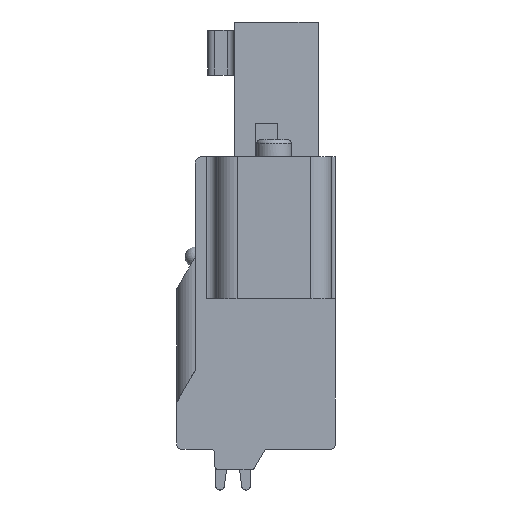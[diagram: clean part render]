
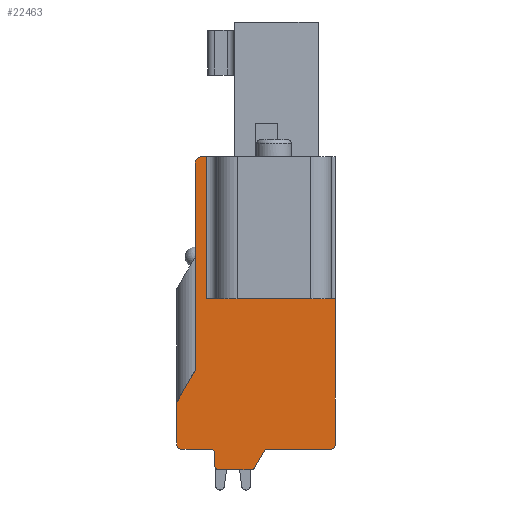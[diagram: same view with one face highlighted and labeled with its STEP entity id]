
A CAD part, front view. The second image highlights one B-rep face of the part: STEP entity #22463.
In plain terms, the highlighted planar face has unit normal (0, -1, 0).
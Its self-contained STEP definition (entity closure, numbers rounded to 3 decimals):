
#94=DIRECTION('',(-1.,0.,0.));
#95=VECTOR('',#94,0.25);
#96=CARTESIAN_POINT('',(-6.3,-11.43,0.));
#97=LINE('',#96,#95);
#2581=DIRECTION('',(0.,0.,-1.));
#2582=VECTOR('',#2581,10.141);
#2583=CARTESIAN_POINT('',(-6.85,-11.43,
-0.3));
#2584=LINE('',#2583,#2582);
#2848=DIRECTION('',(0.,0.,-1.));
#2849=VECTOR('',#2848,2.1);
#2850=CARTESIAN_POINT('',(-7.75,-11.43,-12.));
#2851=LINE('',#2850,#2849);
#2864=DIRECTION('',(1.,0.,0.));
#2865=VECTOR('',#2864,1.45);
#2866=CARTESIAN_POINT('',(-7.55,-11.43,-14.3));
#2867=LINE('',#2866,#2865);
#2872=DIRECTION('',(1.,0.,0.));
#2873=VECTOR('',#2872,3.107);
#2874=CARTESIAN_POINT('',(-3.307,-11.43,-14.3));
#2875=LINE('',#2874,#2873);
#3292=DIRECTION('',(0.,0.,1.));
#3293=VECTOR('',#3292,7.15);
#3294=CARTESIAN_POINT('',(0.,-11.43,-14.1));
#3295=LINE('',#3294,#3293);
#3770=DIRECTION('',(1.,0.,0.));
#3771=VECTOR('',#3770,6.3);
#3772=CARTESIAN_POINT('',(-6.3,-11.43,-6.95));
#3773=LINE('',#3772,#3771);
#3774=CARTESIAN_POINT('',(-0.2,-11.43,-14.1));
#3775=DIRECTION('',(0.,1.,0.));
#3776=DIRECTION('',(1.,0.,0.));
#3777=AXIS2_PLACEMENT_3D('',#3774,#3775,#3776);
#3779=CARTESIAN_POINT('',(-3.307,-11.43,-14.5));
#3780=DIRECTION('',(0.,-1.,0.));
#3781=DIRECTION('',(0.,0.,1.));
#3782=AXIS2_PLACEMENT_3D('',#3779,#3780,#3781);
#3784=DIRECTION('',(-0.5,0.,-0.866));
#3785=VECTOR('',#3784,0.924);
#3786=CARTESIAN_POINT('',(-3.48,-11.43,
-14.4));
#3787=LINE('',#3786,#3785);
#3788=CARTESIAN_POINT('',(-4.115,-11.43,-15.1));
#3789=DIRECTION('',(0.,1.,0.));
#3790=DIRECTION('',(0.866,0.,-0.5));
#3791=AXIS2_PLACEMENT_3D('',#3788,#3789,#3790);
#3793=CARTESIAN_POINT('',(-5.7,-11.43,-15.1));
#3794=DIRECTION('',(0.,1.,0.));
#3795=DIRECTION('',(0.,0.,-1.));
#3796=AXIS2_PLACEMENT_3D('',#3793,#3794,#3795);
#3798=CARTESIAN_POINT('',(-6.1,-11.43,-14.5));
#3799=DIRECTION('',(0.,-1.,0.));
#3800=DIRECTION('',(1.,0.,0.));
#3801=AXIS2_PLACEMENT_3D('',#3798,#3799,#3800);
#3803=CARTESIAN_POINT('',(-7.55,-11.43,-14.1));
#3804=DIRECTION('',(0.,1.,0.));
#3805=DIRECTION('',(0.,0.,-1.));
#3806=AXIS2_PLACEMENT_3D('',#3803,#3804,#3805);
#3808=DIRECTION('',(0.5,0.,0.866));
#3809=VECTOR('',#3808,1.8);
#3810=CARTESIAN_POINT('',(-7.75,-11.43,-12.));
#3811=LINE('',#3810,#3809);
#3812=CARTESIAN_POINT('',(-6.55,-11.43,-0.3));
#3813=DIRECTION('',(0.,1.,0.));
#3814=DIRECTION('',(-1.,0.,0.));
#3815=AXIS2_PLACEMENT_3D('',#3812,#3813,#3814);
#3821=DIRECTION('',(0.,0.,1.));
#3822=VECTOR('',#3821,6.95);
#3823=CARTESIAN_POINT('',(-6.3,-11.43,-6.95));
#3824=LINE('',#3823,#3822);
#4107=DIRECTION('',(0.,0.,-1.));
#4108=VECTOR('',#4107,0.6);
#4109=CARTESIAN_POINT('',(-5.9,-11.43,-14.5));
#4110=LINE('',#4109,#4108);
#4119=DIRECTION('',(1.,0.,0.));
#4120=VECTOR('',#4119,1.585);
#4121=CARTESIAN_POINT('',(-5.7,-11.43,-15.3));
#4122=LINE('',#4121,#4120);
#13861=CARTESIAN_POINT('',(-6.3,-11.43,0.));
#13862=VERTEX_POINT('',#13861);
#13863=CARTESIAN_POINT('',(-6.55,-11.43,0.));
#13864=VERTEX_POINT('',#13863);
#13961=CARTESIAN_POINT('',(0.,-11.43,-14.1));
#13962=CARTESIAN_POINT('',(0.,-11.43,-6.95));
#13963=VERTEX_POINT('',#13961);
#13964=VERTEX_POINT('',#13962);
#13965=CARTESIAN_POINT('',(-0.2,-11.43,-14.3));
#13966=VERTEX_POINT('',#13965);
#13967=CARTESIAN_POINT('',(-7.55,-11.43,-14.3));
#13968=CARTESIAN_POINT('',(-6.1,-11.43,-14.3));
#13969=VERTEX_POINT('',#13967);
#13970=VERTEX_POINT('',#13968);
#13975=CARTESIAN_POINT('',(-3.307,-11.43,-14.3));
#13976=VERTEX_POINT('',#13975);
#14556=CARTESIAN_POINT('',(-7.75,-11.43,-14.1));
#14557=VERTEX_POINT('',#14556);
#14568=CARTESIAN_POINT('',(-7.75,-11.43,-12.));
#14569=VERTEX_POINT('',#14568);
#14608=CARTESIAN_POINT('',(-6.85,-11.43,
-0.3));
#14609=VERTEX_POINT('',#14608);
#14610=CARTESIAN_POINT('',(-6.85,-11.43,
-10.441));
#14611=VERTEX_POINT('',#14610);
#14928=CARTESIAN_POINT('',(-6.3,-11.43,-6.95));
#14929=VERTEX_POINT('',#14928);
#14930=CARTESIAN_POINT('',(-3.48,-11.43,
-14.4));
#14931=VERTEX_POINT('',#14930);
#14932=CARTESIAN_POINT('',(-3.942,-11.43,
-15.2));
#14933=VERTEX_POINT('',#14932);
#14934=CARTESIAN_POINT('',(-4.115,-11.43,-15.3));
#14935=VERTEX_POINT('',#14934);
#14936=CARTESIAN_POINT('',(-5.7,-11.43,-15.3));
#14937=VERTEX_POINT('',#14936);
#14938=CARTESIAN_POINT('',(-5.9,-11.43,-15.1));
#14939=VERTEX_POINT('',#14938);
#14940=CARTESIAN_POINT('',(-5.9,-11.43,-14.5));
#14941=VERTEX_POINT('',#14940);
#22426=CARTESIAN_POINT('',(0.,-11.43,0.));
#22427=DIRECTION('',(0.,1.,0.));
#22428=DIRECTION('',(1.,0.,0.));
#22429=AXIS2_PLACEMENT_3D('',#22426,#22427,#22428);
#22430=PLANE('',#22429);
#22432=ORIENTED_EDGE('',*,*,#22431,.F.);
#22434=ORIENTED_EDGE('',*,*,#22433,.T.);
#22435=ORIENTED_EDGE('',*,*,#21830,.F.);
#22436=ORIENTED_EDGE('',*,*,#21814,.T.);
#22437=ORIENTED_EDGE('',*,*,#21393,.F.);
#22439=ORIENTED_EDGE('',*,*,#22438,.T.);
#22441=ORIENTED_EDGE('',*,*,#22440,.T.);
#22443=ORIENTED_EDGE('',*,*,#22442,.T.);
#22445=ORIENTED_EDGE('',*,*,#22444,.F.);
#22447=ORIENTED_EDGE('',*,*,#22446,.T.);
#22449=ORIENTED_EDGE('',*,*,#22448,.F.);
#22451=ORIENTED_EDGE('',*,*,#22450,.T.);
#22452=ORIENTED_EDGE('',*,*,#21385,.F.);
#22453=ORIENTED_EDGE('',*,*,#21362,.T.);
#22454=ORIENTED_EDGE('',*,*,#21347,.F.);
#22456=ORIENTED_EDGE('',*,*,#22455,.T.);
#22457=ORIENTED_EDGE('',*,*,#20979,.F.);
#22459=ORIENTED_EDGE('',*,*,#22458,.T.);
#22460=ORIENTED_EDGE('',*,*,#17890,.F.);
#22461=EDGE_LOOP('',(#22432,#22434,#22435,#22436,#22437,#22439,#22441,#22443,
#22445,#22447,#22449,#22451,#22452,#22453,#22454,#22456,#22457,#22459,#22460));
#22462=FACE_OUTER_BOUND('',#22461,.F.);
#3778=CIRCLE('',#3777,0.2);
#3783=CIRCLE('',#3782,0.2);
#3792=CIRCLE('',#3791,0.2);
#3797=CIRCLE('',#3796,0.2);
#3802=CIRCLE('',#3801,0.2);
#3807=CIRCLE('',#3806,0.2);
#3816=CIRCLE('',#3815,0.3);
#17890=EDGE_CURVE('',#13862,#13864,#97,.T.);
#20979=EDGE_CURVE('',#14609,#14611,#2584,.T.);
#21347=EDGE_CURVE('',#14569,#14557,#2851,.T.);
#21362=EDGE_CURVE('',#13969,#14557,#3807,.T.);
#21385=EDGE_CURVE('',#13969,#13970,#2867,.T.);
#21393=EDGE_CURVE('',#13976,#13966,#2875,.T.);
#21814=EDGE_CURVE('',#13963,#13966,#3778,.T.);
#21830=EDGE_CURVE('',#13963,#13964,#3295,.T.);
#22431=EDGE_CURVE('',#14929,#13862,#3824,.T.);
#22433=EDGE_CURVE('',#14929,#13964,#3773,.T.);
#22438=EDGE_CURVE('',#13976,#14931,#3783,.T.);
#22440=EDGE_CURVE('',#14931,#14933,#3787,.T.);
#22442=EDGE_CURVE('',#14933,#14935,#3792,.T.);
#22444=EDGE_CURVE('',#14937,#14935,#4122,.T.);
#22446=EDGE_CURVE('',#14937,#14939,#3797,.T.);
#22448=EDGE_CURVE('',#14941,#14939,#4110,.T.);
#22450=EDGE_CURVE('',#14941,#13970,#3802,.T.);
#22455=EDGE_CURVE('',#14569,#14611,#3811,.T.);
#22458=EDGE_CURVE('',#14609,#13864,#3816,.T.);
#22463=ADVANCED_FACE('',(#22462),#22430,.F.);
